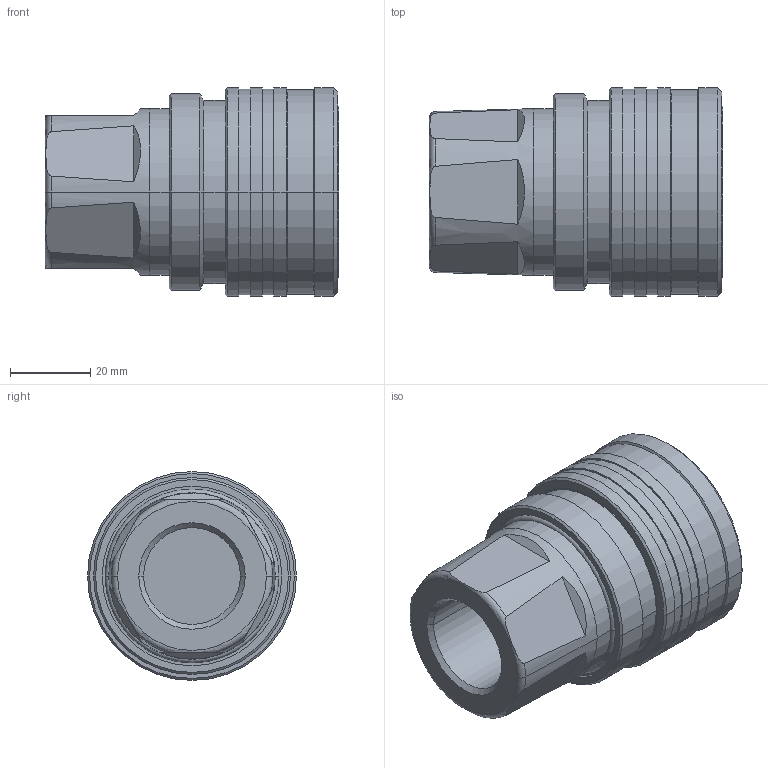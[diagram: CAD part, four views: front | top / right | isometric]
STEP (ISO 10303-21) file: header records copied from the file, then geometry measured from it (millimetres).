
FILE_DESCRIPTION (( 'STEP AP214' ), '1' );
FILE_NAME ('7510.STEP', '2015-09-03T14:36:59', ( 'admin' ), ( 'Microsoft' ), 'SwSTEP 2.0', 'SolidWorks 2009', '' );
FILE_SCHEMA (( 'AUTOMOTIVE_DESIGN' ));
Length unit declared in the file: millimetre
Products named in the file (1): 7510
Bounding box: 73 x 52 x 52 mm (x, y, z)
Volume: 88168.3 mm3; surface area: 21703.5 mm2
Topology: 1 solids, 1 shells, 127 faces, 264 edges, 156 vertices
Faces by surface type: cylinder 42, cone 32, plane 31, torus 22
Entity records: 4321 total; most frequent: CARTESIAN_POINT 796, DIRECTION 656, ORIENTED_EDGE 528, AXIS2_PLACEMENT_3D 288, EDGE_CURVE 264, CIRCLE 160, VERTEX_POINT 156, EDGE_LOOP 144
